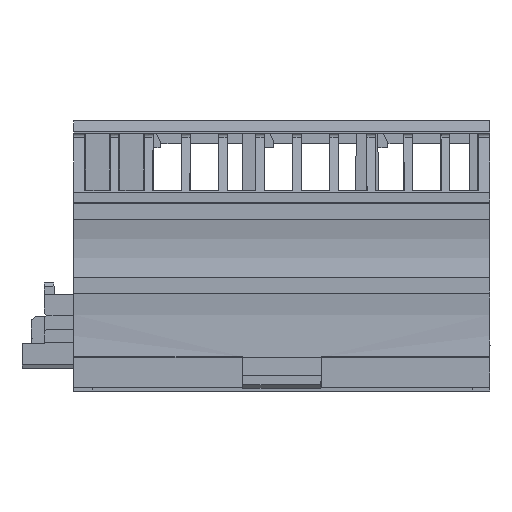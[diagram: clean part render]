
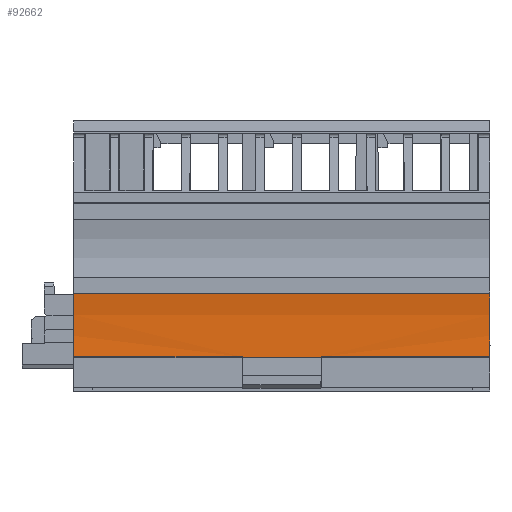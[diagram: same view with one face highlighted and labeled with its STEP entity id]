
A CAD part, front view. The second image highlights one B-rep face of the part: STEP entity #92662.
In plain terms, the highlighted cylindrical face has radius 32 mm (diameter 64 mm), a partial arc.
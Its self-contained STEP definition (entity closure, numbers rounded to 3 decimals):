
#4505=CYLINDRICAL_SURFACE('',#97677,32.);
#4749=CIRCLE('',#97408,32.);
#4760=CIRCLE('',#97424,32.);
#4792=CIRCLE('',#97675,32.);
#4793=CIRCLE('',#97678,32.);
#4817=VERTEX_POINT('',#121124);
#4818=VERTEX_POINT('',#121126);
#4917=VERTEX_POINT('',#121738);
#4918=VERTEX_POINT('',#121740);
#5573=VERTEX_POINT('',#124363);
#5574=VERTEX_POINT('',#124364);
#5575=VERTEX_POINT('',#124372);
#5576=VERTEX_POINT('',#124373);
#5577=VERTEX_POINT('',#124377);
#5578=VERTEX_POINT('',#124379);
#14731=VECTOR('',#103635,1.);
#14732=VECTOR('',#103640,1.);
#14733=VECTOR('',#103641,1.);
#14734=VECTOR('',#103642,1.);
#14735=VECTOR('',#103643,1.);
#14736=VECTOR('',#103644,1.);
#28190=LINE('',#124369,#14731);
#28191=LINE('',#124374,#14732);
#28192=LINE('',#124375,#14733);
#28193=LINE('',#124376,#14734);
#28194=LINE('',#124378,#14735);
#28195=LINE('',#124380,#14736);
#40847=EDGE_CURVE('',#4817,#4818,#4749,.T.);
#40949=EDGE_CURVE('',#4918,#4917,#4760,.T.);
#41801=EDGE_CURVE('',#5573,#5574,#4792,.T.);
#41805=EDGE_CURVE('',#4817,#5573,#28190,.T.);
#41806=EDGE_CURVE('',#5575,#5576,#4793,.T.);
#41807=EDGE_CURVE('',#5575,#4918,#28191,.T.);
#41808=EDGE_CURVE('',#4818,#4917,#28192,.T.);
#41809=EDGE_CURVE('',#5574,#5577,#28193,.T.);
#41810=EDGE_CURVE('',#5577,#5578,#28194,.T.);
#41811=EDGE_CURVE('',#5578,#5576,#28195,.T.);
#55917=ORIENTED_EDGE('',*,*,#41806,.F.);
#55918=ORIENTED_EDGE('',*,*,#41807,.T.);
#55919=ORIENTED_EDGE('',*,*,#40949,.T.);
#55920=ORIENTED_EDGE('',*,*,#41808,.F.);
#55921=ORIENTED_EDGE('',*,*,#40847,.F.);
#55922=ORIENTED_EDGE('',*,*,#41805,.T.);
#55923=ORIENTED_EDGE('',*,*,#41801,.T.);
#55924=ORIENTED_EDGE('',*,*,#41809,.T.);
#55925=ORIENTED_EDGE('',*,*,#41810,.T.);
#55926=ORIENTED_EDGE('',*,*,#41811,.T.);
#82138=EDGE_LOOP('',(#55917,#55918,#55919,#55920,#55921,#55922,#55923,#55924,
#55925,#55926));
#87423=FACE_BOUND('',#82138,.T.);
#92662=ADVANCED_FACE('',(#87423),#4505,.F.);
#97408=AXIS2_PLACEMENT_3D('',#121125,#102440,#102441);
#97424=AXIS2_PLACEMENT_3D('',#121739,#102520,#102521);
#97675=AXIS2_PLACEMENT_3D('',#124362,#103629,#103630);
#97677=AXIS2_PLACEMENT_3D('',#124370,#103636,#103637);
#97678=AXIS2_PLACEMENT_3D('',#124371,#103638,#103639);
#102440=DIRECTION('',(0.,0.,1.));
#102441=DIRECTION('',(31.761,-3.9,0.));
#102520=DIRECTION('',(0.,0.,1.));
#102521=DIRECTION('',(31.761,-3.9,0.));
#103629=DIRECTION('',(0.,0.,-1.));
#103630=DIRECTION('',(31.761,-3.9,0.));
#103635=DIRECTION('',(0.,0.,1.));
#103636=DIRECTION('',(0.,0.,1.));
#103637=DIRECTION('',(31.761,-3.9,0.));
#103638=DIRECTION('',(0.,0.,-1.));
#103639=DIRECTION('',(31.761,-3.9,0.));
#103640=DIRECTION('',(0.,0.,1.));
#103641=DIRECTION('',(0.,0.,1.));
#103642=DIRECTION('',(0.,0.,1.));
#103643=DIRECTION('',(0.,0.,1.));
#103644=DIRECTION('',(0.,0.,1.));
#121124=CARTESIAN_POINT('',(10.814,40.26,-108.395));
#121125=CARTESIAN_POINT('',(42.555,36.2,-108.395));
#121126=CARTESIAN_POINT('',(10.838,31.953,-108.395));
#121738=CARTESIAN_POINT('',(10.838,31.953,-53.395));
#121739=CARTESIAN_POINT('',(42.555,36.2,-53.395));
#121740=CARTESIAN_POINT('',(10.814,40.26,-53.395));
#124362=CARTESIAN_POINT('',(42.555,36.2,-86.145));
#124363=CARTESIAN_POINT('',(10.814,40.26,-86.145));
#124364=CARTESIAN_POINT('',(10.832,40.4,-86.145));
#124369=CARTESIAN_POINT('',(10.814,40.26,-108.395));
#124370=CARTESIAN_POINT('',(42.555,36.2,-61.995));
#124371=CARTESIAN_POINT('',(42.555,36.2,-75.645));
#124372=CARTESIAN_POINT('',(10.814,40.26,-75.645));
#124373=CARTESIAN_POINT('',(10.832,40.4,-75.645));
#124374=CARTESIAN_POINT('',(10.814,40.26,-75.645));
#124375=CARTESIAN_POINT('',(10.838,31.953,-108.395));
#124376=CARTESIAN_POINT('',(10.832,40.4,-86.145));
#124377=CARTESIAN_POINT('',(10.832,40.4,-84.542));
#124378=CARTESIAN_POINT('',(10.832,40.4,-84.542));
#124379=CARTESIAN_POINT('',(10.832,40.4,-77.242));
#124380=CARTESIAN_POINT('',(10.832,40.4,-77.242));
